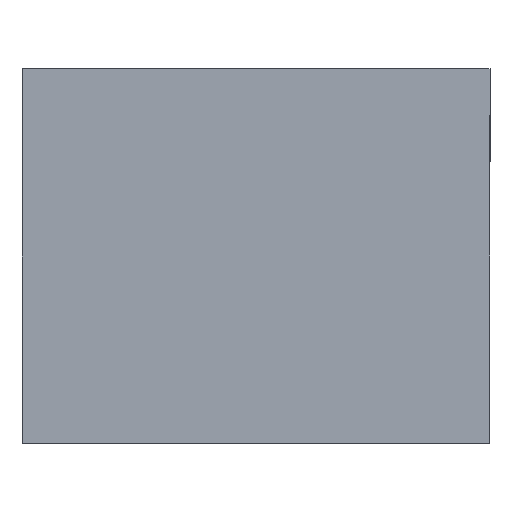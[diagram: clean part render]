
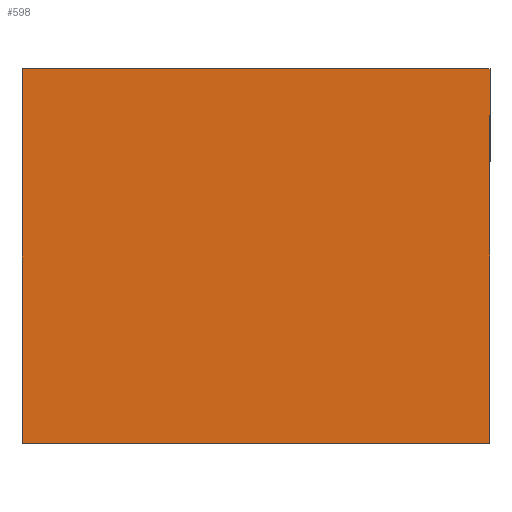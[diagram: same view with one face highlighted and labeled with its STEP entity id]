
A CAD part, left-side view. The second image highlights one B-rep face of the part: STEP entity #598.
In plain terms, the highlighted planar face has unit normal (-1, 0, 0).
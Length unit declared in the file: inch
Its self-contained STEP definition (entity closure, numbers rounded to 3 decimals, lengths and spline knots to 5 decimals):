
#72 = VERTEX_POINT ( 'NONE', #650 ) ;
#78 = EDGE_CURVE ( 'NONE', #72, #531, #963, .T. ) ;
#166 = ORIENTED_EDGE ( 'NONE', *, *, #78, .F. ) ;
#176 = ORIENTED_EDGE ( 'NONE', *, *, #637, .F. ) ;
#186 = LINE ( 'NONE', #211, #396 ) ;
#211 = CARTESIAN_POINT ( 'NONE',  ( -200., 150., 200. ) ) ;
#227 = CARTESIAN_POINT ( 'NONE',  ( -200., -100., -200. ) ) ;
#274 = CARTESIAN_POINT ( 'NONE',  ( -200., 150., -200. ) ) ;
#359 = FACE_OUTER_BOUND ( 'NONE', #1455, .T. ) ;
#396 = VECTOR ( 'NONE', #1266, 39.37008 ) ;
#411 = ORIENTED_EDGE ( 'NONE', *, *, #1273, .F. ) ;
#421 = CARTESIAN_POINT ( 'NONE',  ( -200., 0., 0. ) ) ;
#445 = VECTOR ( 'NONE', #1485, 39.37008 ) ;
#531 = VERTEX_POINT ( 'NONE', #227 ) ;
#563 = PLANE ( 'NONE',  #947 ) ;
#598 = ADVANCED_FACE ( 'NONE', ( #359 ), #563, .F. ) ;
#634 = CARTESIAN_POINT ( 'NONE',  ( -200., 150., -200. ) ) ;
#637 = EDGE_CURVE ( 'NONE', #531, #1567, #1091, .T. ) ;
#643 = ORIENTED_EDGE ( 'NONE', *, *, #863, .F. ) ;
#650 = CARTESIAN_POINT ( 'NONE',  ( -200., -100., 0. ) ) ;
#686 = DIRECTION ( 'NONE',  ( 0., 0., -1. ) ) ;
#687 = VECTOR ( 'NONE', #1217, 39.37008 ) ;
#816 = VERTEX_POINT ( 'NONE', #1525 ) ;
#863 = EDGE_CURVE ( 'NONE', #816, #72, #1138, .T. ) ;
#945 = CARTESIAN_POINT ( 'NONE',  ( -200., -100., 200. ) ) ;
#947 = AXIS2_PLACEMENT_3D ( 'NONE', #1045, #1538, #686 ) ;
#963 = LINE ( 'NONE', #945, #687 ) ;
#1045 = CARTESIAN_POINT ( 'NONE',  ( -200., 0., 0. ) ) ;
#1091 = LINE ( 'NONE', #274, #445 ) ;
#1122 = VECTOR ( 'NONE', #1375, 39.37008 ) ;
#1138 = LINE ( 'NONE', #421, #1122 ) ;
#1217 = DIRECTION ( 'NONE',  ( 0., 0., -1. ) ) ;
#1266 = DIRECTION ( 'NONE',  ( 0., 0., 1. ) ) ;
#1273 = EDGE_CURVE ( 'NONE', #1567, #816, #186, .T. ) ;
#1375 = DIRECTION ( 'NONE',  ( 0., -1., 0. ) ) ;
#1455 = EDGE_LOOP ( 'NONE', ( #643, #411, #176, #166 ) ) ;
#1485 = DIRECTION ( 'NONE',  ( 0., 1., 0. ) ) ;
#1525 = CARTESIAN_POINT ( 'NONE',  ( -200., 150., 0. ) ) ;
#1538 = DIRECTION ( 'NONE',  ( 1., 0., 0. ) ) ;
#1567 = VERTEX_POINT ( 'NONE', #634 ) ;
